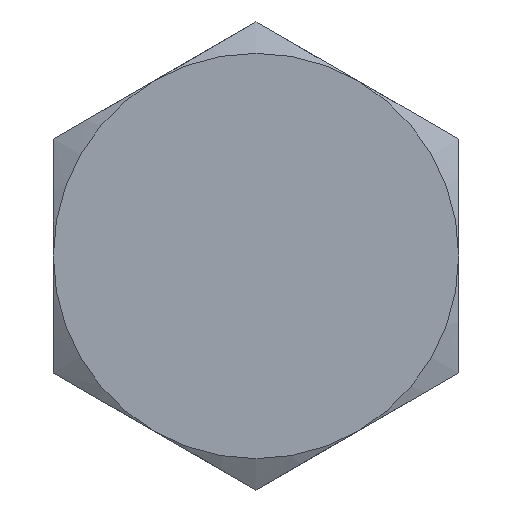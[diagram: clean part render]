
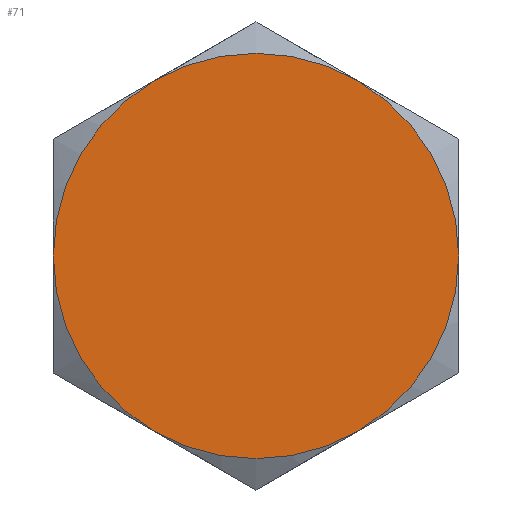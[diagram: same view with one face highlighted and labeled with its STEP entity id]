
A CAD part, left-side view. The second image highlights one B-rep face of the part: STEP entity #71.
In plain terms, the highlighted planar face has unit normal (-1, 0, 0).
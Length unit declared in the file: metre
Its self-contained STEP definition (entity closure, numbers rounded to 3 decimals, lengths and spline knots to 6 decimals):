
#71 = ADVANCED_FACE( 'NONE', ( #140 ), #141, .F. );
#140 = FACE_OUTER_BOUND( '', #201, .T. );
#141 = PLANE( '', #202 );
#201 = EDGE_LOOP( '', ( #325, #326, #327, #328, #329, #330 ) );
#202 = AXIS2_PLACEMENT_3D( '', #331, #332, #333 );
#325 = ORIENTED_EDGE( '', *, *, #374, .F. );
#326 = ORIENTED_EDGE( '', *, *, #389, .F. );
#327 = ORIENTED_EDGE( '', *, *, #371, .F. );
#328 = ORIENTED_EDGE( '', *, *, #369, .F. );
#329 = ORIENTED_EDGE( '', *, *, #387, .T. );
#330 = ORIENTED_EDGE( '', *, *, #384, .F. );
#331 = CARTESIAN_POINT( '', ( 0., 0., 0.009238 ) );
#332 = DIRECTION( '', ( 1., 0., 0. ) );
#333 = DIRECTION( '', ( 0., 0., 1. ) );
#369 = EDGE_CURVE( 'NONE', #411, #426, #436, .T. );
#371 = EDGE_CURVE( 'NONE', #426, #419, #438, .T. );
#374 = EDGE_CURVE( 'NONE', #431, #440, #442, .T. );
#384 = EDGE_CURVE( 'NONE', #440, #447, #455, .T. );
#387 = EDGE_CURVE( 'NONE', #411, #447, #458, .T. );
#389 = EDGE_CURVE( 'NONE', #419, #431, #460, .T. );
#411 = VERTEX_POINT( 'NONE', #488 );
#419 = VERTEX_POINT( 'NONE', #520 );
#426 = VERTEX_POINT( 'NONE', #551 );
#431 = VERTEX_POINT( 'NONE', #578 );
#436 = CIRCLE( '', #605, 0.008 );
#438 = CIRCLE( '', #607, 0.008 );
#440 = VERTEX_POINT( 'NONE', #609 );
#442 = CIRCLE( '', #622, 0.008 );
#447 = VERTEX_POINT( 'NONE', #627 );
#455 = CIRCLE( '', #669, 0.008 );
#458 = CIRCLE( '', #672, 0.008 );
#460 = CIRCLE( '', #674, 0.008 );
#488 = CARTESIAN_POINT( '', ( 0., -0.008, 0. ) );
#520 = CARTESIAN_POINT( '', ( 0., 0.004, -0.006928 ) );
#551 = CARTESIAN_POINT( '', ( 0., -0.004, -0.006928 ) );
#578 = CARTESIAN_POINT( '', ( 0., 0.008, 0. ) );
#605 = AXIS2_PLACEMENT_3D( '', #693, #694, #695 );
#607 = AXIS2_PLACEMENT_3D( '', #696, #697, #698 );
#609 = CARTESIAN_POINT( '', ( 0., 0.004, 0.006928 ) );
#622 = AXIS2_PLACEMENT_3D( '', #699, #700, #701 );
#627 = CARTESIAN_POINT( '', ( 0., -0.004, 0.006928 ) );
#669 = AXIS2_PLACEMENT_3D( '', #706, #707, #708 );
#672 = AXIS2_PLACEMENT_3D( '', #709, #710, #711 );
#674 = AXIS2_PLACEMENT_3D( '', #712, #713, #714 );
#693 = CARTESIAN_POINT( '', ( 0., 0., 0. ) );
#694 = DIRECTION( '', ( 1., 0., 0. ) );
#695 = DIRECTION( '', ( 0., 1., 0. ) );
#696 = CARTESIAN_POINT( '', ( 0., 0., 0. ) );
#697 = DIRECTION( '', ( 1., 0., 0. ) );
#698 = DIRECTION( '', ( 0., 1., 0. ) );
#699 = CARTESIAN_POINT( '', ( 0., 0., 0. ) );
#700 = DIRECTION( '', ( 1., 0., 0. ) );
#701 = DIRECTION( '', ( 0., 1., 0. ) );
#706 = CARTESIAN_POINT( '', ( 0., 0., 0. ) );
#707 = DIRECTION( '', ( 1., 0., 0. ) );
#708 = DIRECTION( '', ( 0., 1., 0. ) );
#709 = CARTESIAN_POINT( '', ( 0., 0., 0. ) );
#710 = DIRECTION( '', ( -1., 0., 0. ) );
#711 = DIRECTION( '', ( 0., -1., 0. ) );
#712 = CARTESIAN_POINT( '', ( 0., 0., 0. ) );
#713 = DIRECTION( '', ( 1., 0., 0. ) );
#714 = DIRECTION( '', ( 0., 1., 0. ) );
